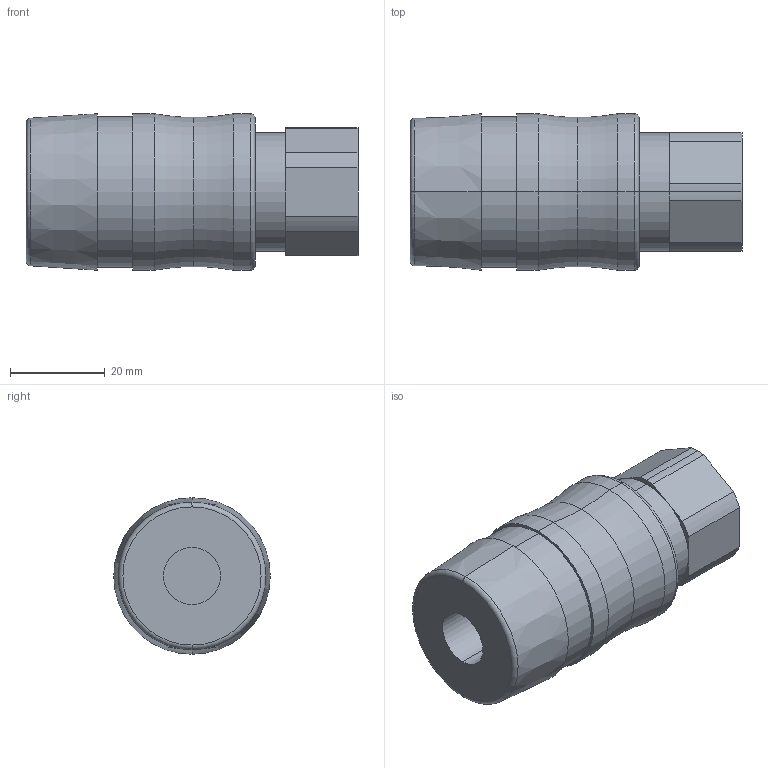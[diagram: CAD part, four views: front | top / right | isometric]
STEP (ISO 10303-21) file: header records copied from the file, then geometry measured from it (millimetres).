
FILE_DESCRIPTION (( 'STEP AP214' ), '1' );
FILE_NAME ('ESG07.1103.STEP', '2018-09-11T11:34:24', ( '' ), ( '' ), 'SwSTEP 2.0', 'SolidWorks 2018', '' );
FILE_SCHEMA (( 'AUTOMOTIVE_DESIGN' ));
Length unit declared in the file: millimetre
Products named in the file (1): ESG07.1103
Bounding box: 70 x 33 x 33 mm (x, y, z)
Volume: 43074.3 mm3; surface area: 10158.3 mm2
Topology: 1 solids, 1 shells, 48 faces, 107 edges, 66 vertices
Faces by surface type: cylinder 19, plane 19, torus 8, cone 2
Entity records: 1654 total; most frequent: DIRECTION 267, CARTESIAN_POINT 222, ORIENTED_EDGE 214, AXIS2_PLACEMENT_3D 111, EDGE_CURVE 107, VERTEX_POINT 66, CIRCLE 62, EDGE_LOOP 53
